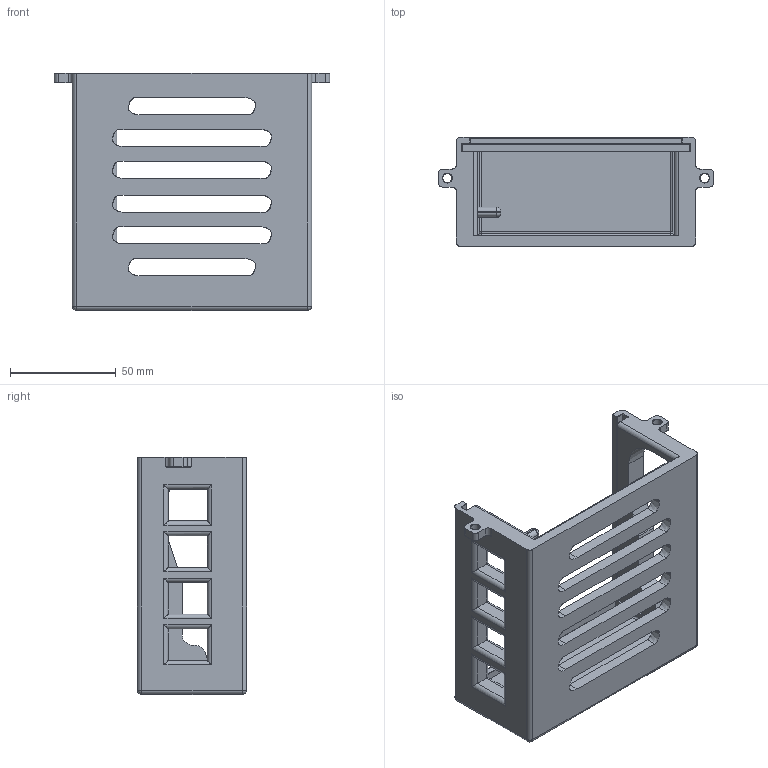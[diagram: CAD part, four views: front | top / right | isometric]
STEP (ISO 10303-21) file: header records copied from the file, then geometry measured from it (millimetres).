
FILE_DESCRIPTION (( 'STEP AP214' ), '1' );
FILE_NAME ('JetsonXavierNXCase.STEP', '2022-09-22T21:23:50', ( '' ), ( '' ), 'SwSTEP 2.0', 'SolidWorks 2020', '' );
FILE_SCHEMA (( 'AUTOMOTIVE_DESIGN' ));
Length unit declared in the file: millimetre
Products named in the file (1): JetsonXavierNXCase
Bounding box: 130 x 51.5 x 112 mm (x, y, z)
Volume: 143390.4 mm3; surface area: 59220.2 mm2
Topology: 1 solids, 1 shells, 248 faces, 645 edges, 380 vertices
Faces by surface type: cylinder 107, plane 75, bspline 28, torus 26, sphere 12
Entity records: 9313 total; most frequent: CARTESIAN_POINT 3550, ORIENTED_EDGE 1258, DIRECTION 1129, EDGE_CURVE 629, AXIS2_PLACEMENT_3D 407, VERTEX_POINT 380, VECTOR 315, LINE 315
